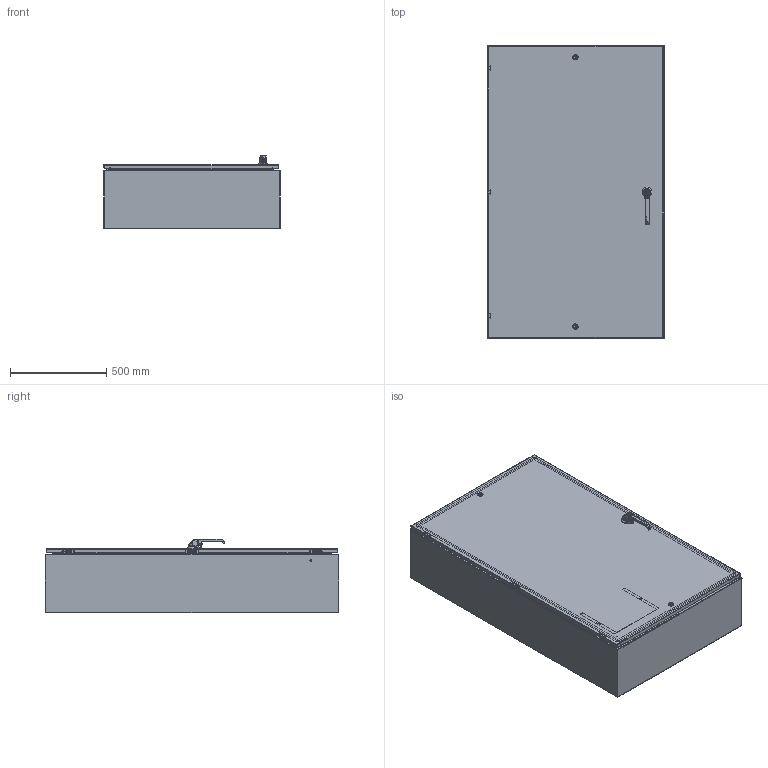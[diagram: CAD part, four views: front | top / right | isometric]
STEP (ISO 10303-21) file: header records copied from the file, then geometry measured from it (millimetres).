
FILE_DESCRIPTION (( 'STEP AP214' ), '1' );
FILE_NAME ('SCE-60EL3612LPPL_REV1.STEP', '2023-08-24T11:43:51', ( '' ), ( '' ), 'SwSTEP 2.0', 'SolidWorks 2021', '' );
FILE_SCHEMA (( 'AUTOMOTIVE_DESIGN' ));
Length unit declared in the file: inch
Products named in the file (1): SCE-60EL3612LPPL_REV1
Bounding box: 914.4 x 1524 x 382.96 mm (x, y, z)
Volume: 13289296.6 mm3; surface area: 12299962.7 mm2
Topology: 47 solids, 50 shells, 3280 faces, 8562 edges, 5410 vertices
Faces by surface type: plane 1400, cylinder 1092, bspline 405, cone 315, torus 60, sphere 8
Full cylindrical faces by diameter (mm): 1.016 x3, 3.978 x3, 4.318 x9, 4.369 x6, 4.775 x4, 4.978 x12, 5.207 x6, 5.232 x6, 5.5 x1, 5.537 x3, 6.096 x6, 6.198 x6, 6.35 x6, 8.738 x3, 9.525 x6, 11.112 x4, 12 x1, 15.9 x1, 16 x1, 19.05 x1, 20 x1, 27 x1
Entity records: 132164 total; most frequent: CARTESIAN_POINT 55064, ORIENTED_EDGE 16596, DIRECTION 14738, EDGE_CURVE 8298, VERTEX_POINT 5345, AXIS2_PLACEMENT_3D 5215, LINE 4308, VECTOR 4308
